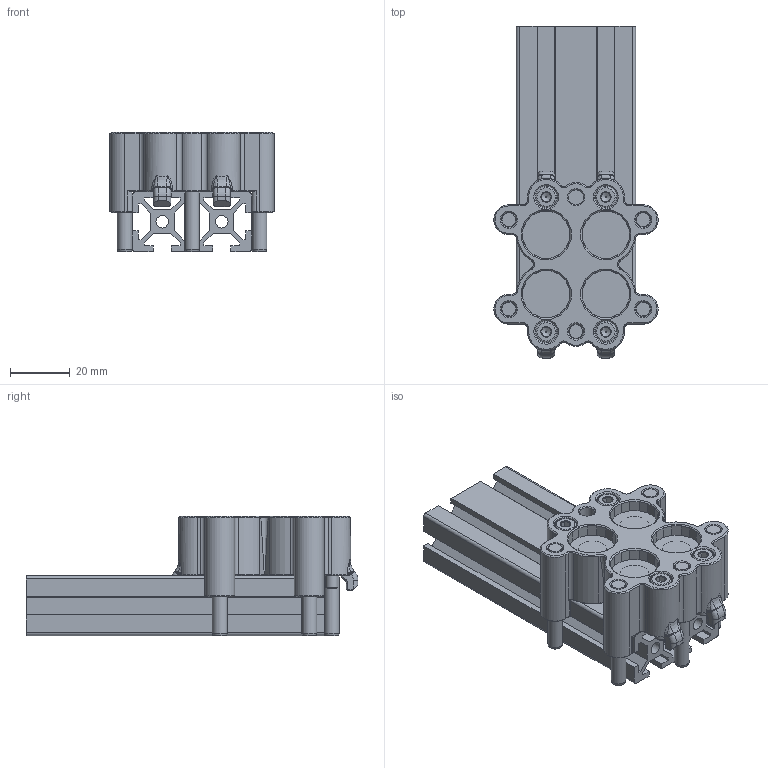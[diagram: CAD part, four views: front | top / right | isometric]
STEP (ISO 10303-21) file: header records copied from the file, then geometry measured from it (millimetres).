
FILE_DESCRIPTION(/* description */ (''),/* implementation_level */ '2;1');
FILE_NAME(/* name */ 'Counterbore_40.step',/* time_stamp */ '2026-02-20T00:25:58-08:00',/* author */ (''),/* organization */ (''),/* preprocessor_version */ 'ST-DEVELOPER v20.1',/* originating_system */ 'Autodesk Translation Framework v14.24.0.0',/* authorisation */ '');
FILE_SCHEMA (('AUTOMOTIVE_DESIGN { 1 0 10303 214 3 1 1 }'));
Length unit declared in the file: millimetre
Products named in the file (6): 2026-02-20-00-25-43-293; 2025-12-07-14-42-03-710; 2026-02-20-00-25-43-298; 2026-02-20-00-25-43-294; 2026-02-15-03-44-28-586; 2026-02-15-03-45-25-427
Assembly tree (12 placements, depth 2):
  2026-02-20-00-25-43-293
    2025-12-07-14-42-03-710
    2026-02-20-00-25-43-298
    2026-02-20-00-25-43-294
    2026-02-15-03-44-28-586  x4
    2026-02-15-03-45-25-427  x5
Bounding box: 55.1 x 111.35 x 40 mm (x, y, z)
Volume: 70866.9 mm3; surface area: 53362.5 mm2
Topology: 11 solids, 11 shells, 889 faces, 2148 edges, 1297 vertices
Faces by surface type: plane 538, cone 144, cylinder 143, bspline 40, torus 24
Full cylindrical faces by diameter (mm): 4 x4, 4.2 x2, 4.5 x4, 5 x11, 7 x4, 7.5 x4, 9.525 x4
Entity records: 25066 total; most frequent: CARTESIAN_POINT 5702, ORIENTED_EDGE 4008, DIRECTION 3927, EDGE_CURVE 2004, LINE 1451, VECTOR 1451, AXIS2_PLACEMENT_3D 1238, VERTEX_POINT 1215
